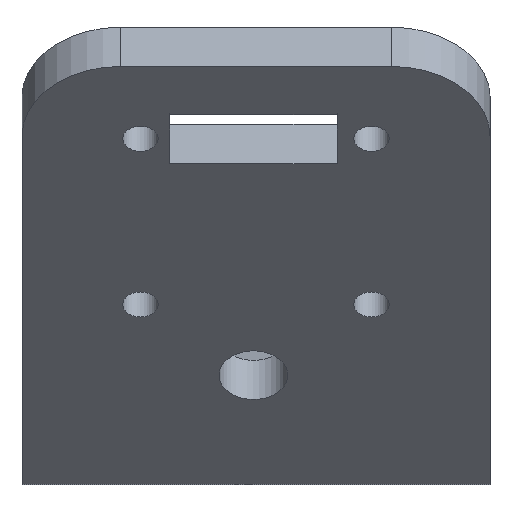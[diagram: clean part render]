
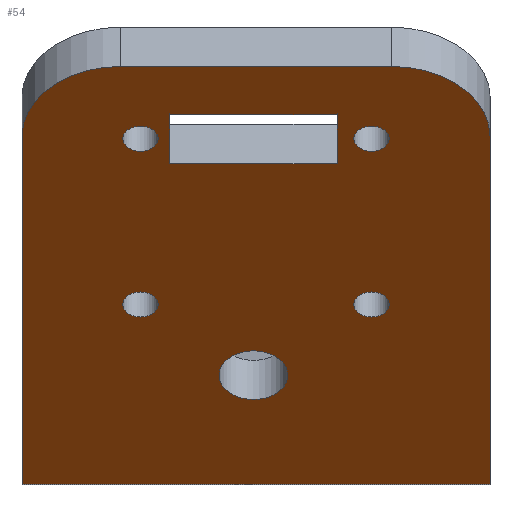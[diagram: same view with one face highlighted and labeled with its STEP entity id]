
A CAD part, top view. The second image highlights one B-rep face of the part: STEP entity #54.
In plain terms, the highlighted planar face has unit normal (0, -0.707, 0.707).
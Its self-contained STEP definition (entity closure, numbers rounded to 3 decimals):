
#54=ADVANCED_FACE('',(#99,#101,#103,#105,#107,#109,#111),#113,.T.);
#99=FACE_BOUND('',#100,.T.);
#100=EDGE_LOOP('',(#342,#343,#344,#345,#346,#347));
#101=FACE_BOUND('',#102,.T.);
#102=EDGE_LOOP('',(#348));
#103=FACE_BOUND('',#104,.T.);
#104=EDGE_LOOP('',(#349));
#105=FACE_BOUND('',#106,.T.);
#106=EDGE_LOOP('',(#350));
#107=FACE_BOUND('',#108,.T.);
#108=EDGE_LOOP('',(#351));
#109=FACE_BOUND('',#110,.T.);
#110=EDGE_LOOP('',(#352,#353,#354,#355));
#111=FACE_BOUND('',#112,.T.);
#112=EDGE_LOOP('',(#356));
#113=PLANE('',#114);
#114=AXIS2_PLACEMENT_3D('',#115,#116,#117);
#115=CARTESIAN_POINT('',(-312.944,-95.8,143.));
#116=DIRECTION('',(0.,-0.707,0.707));
#117=DIRECTION('',(0.,0.707,0.707));
#342=ORIENTED_EDGE('',*,*,#474,.F.);
#343=ORIENTED_EDGE('',*,*,#475,.T.);
#344=ORIENTED_EDGE('',*,*,#476,.F.);
#345=ORIENTED_EDGE('',*,*,#477,.F.);
#346=ORIENTED_EDGE('',*,*,#478,.F.);
#347=ORIENTED_EDGE('',*,*,#479,.F.);
#348=ORIENTED_EDGE('',*,*,#480,.T.);
#349=ORIENTED_EDGE('',*,*,#481,.T.);
#350=ORIENTED_EDGE('',*,*,#482,.T.);
#351=ORIENTED_EDGE('',*,*,#483,.T.);
#352=ORIENTED_EDGE('',*,*,#484,.T.);
#353=ORIENTED_EDGE('',*,*,#485,.T.);
#354=ORIENTED_EDGE('',*,*,#486,.T.);
#355=ORIENTED_EDGE('',*,*,#487,.T.);
#356=ORIENTED_EDGE('',*,*,#488,.T.);
#474=EDGE_CURVE('',#555,#556,#557,.F.);
#475=EDGE_CURVE('',#555,#558,#559,.T.);
#476=EDGE_CURVE('',#560,#558,#561,.F.);
#477=EDGE_CURVE('',#562,#560,#563,.T.);
#478=EDGE_CURVE('',#564,#562,#565,.T.);
#479=EDGE_CURVE('',#556,#564,#566,.T.);
#480=EDGE_CURVE('',#567,#567,#568,.F.);
#481=EDGE_CURVE('',#569,#569,#570,.F.);
#482=EDGE_CURVE('',#571,#571,#572,.F.);
#483=EDGE_CURVE('',#573,#573,#574,.F.);
#484=EDGE_CURVE('',#575,#576,#577,.F.);
#485=EDGE_CURVE('',#576,#578,#579,.F.);
#486=EDGE_CURVE('',#578,#580,#581,.F.);
#487=EDGE_CURVE('',#580,#575,#582,.F.);
#488=EDGE_CURVE('',#583,#583,#584,.F.);
#555=VERTEX_POINT('',#708);
#556=VERTEX_POINT('',#709);
#557=CIRCLE('',#710,10.);
#558=VERTEX_POINT('',#714);
#559=LINE('',#715,#716);
#560=VERTEX_POINT('',#718);
#561=CIRCLE('',#719,10.);
#562=VERTEX_POINT('',#723);
#563=LINE('',#724,#725);
#564=VERTEX_POINT('',#727);
#565=LINE('',#728,#729);
#566=LINE('',#731,#732);
#567=VERTEX_POINT('',#734);
#568=CIRCLE('',#735,1.8);
#569=VERTEX_POINT('',#739);
#570=CIRCLE('',#740,1.8);
#571=VERTEX_POINT('',#744);
#572=CIRCLE('',#745,1.8);
#573=VERTEX_POINT('',#749);
#574=CIRCLE('',#750,1.8);
#575=VERTEX_POINT('',#754);
#576=VERTEX_POINT('',#755);
#577=LINE('',#756,#757);
#578=VERTEX_POINT('',#759);
#579=LINE('',#760,#761);
#580=VERTEX_POINT('',#763);
#581=LINE('',#764,#765);
#582=LINE('',#767,#768);
#583=VERTEX_POINT('',#770);
#584=CIRCLE('',#771,3.5);
#708=CARTESIAN_POINT('',(-323.944,-53.374,185.426));
#709=CARTESIAN_POINT('',(-313.944,-60.445,178.355));
#710=AXIS2_PLACEMENT_3D('',#711,#712,#713);
#711=CARTESIAN_POINT('',(-323.944,-60.445,178.355));
#712=DIRECTION('',(0.,-0.707,0.707));
#713=DIRECTION('',(1.,0.,0.));
#714=CARTESIAN_POINT('',(-351.54,-53.374,185.426));
#715=CARTESIAN_POINT('',(-323.944,-53.374,185.426));
#716=VECTOR('',#717,1.);
#717=DIRECTION('',(-1.,0.,0.));
#718=CARTESIAN_POINT('',(-361.54,-60.445,178.355));
#719=AXIS2_PLACEMENT_3D('',#720,#721,#722);
#720=CARTESIAN_POINT('',(-351.54,-60.445,178.355));
#721=DIRECTION('',(0.,-0.707,0.707));
#722=DIRECTION('',(0.,0.707,0.707));
#723=CARTESIAN_POINT('',(-361.54,-95.8,143.));
#724=CARTESIAN_POINT('',(-361.54,-95.8,143.));
#725=VECTOR('',#726,1.);
#726=DIRECTION('',(0.,0.707,0.707));
#727=CARTESIAN_POINT('',(-313.944,-95.8,143.));
#728=CARTESIAN_POINT('',(-313.944,-95.8,143.));
#729=VECTOR('',#730,1.);
#730=DIRECTION('',(-1.,0.,0.));
#731=CARTESIAN_POINT('',(-313.944,-60.445,178.355));
#732=VECTOR('',#733,1.);
#733=DIRECTION('',(0.,-0.707,-0.707));
#734=CARTESIAN_POINT('',(-347.692,-60.706,178.094));
#735=AXIS2_PLACEMENT_3D('',#736,#737,#738);
#736=CARTESIAN_POINT('',(-349.492,-60.706,178.094));
#737=DIRECTION('',(0.,-0.707,0.707));
#738=DIRECTION('',(1.,0.,0.));
#739=CARTESIAN_POINT('',(-324.192,-60.706,178.094));
#740=AXIS2_PLACEMENT_3D('',#741,#742,#743);
#741=CARTESIAN_POINT('',(-325.992,-60.706,178.094));
#742=DIRECTION('',(0.,-0.707,0.707));
#743=DIRECTION('',(1.,0.,0.));
#744=CARTESIAN_POINT('',(-324.192,-77.535,161.265));
#745=AXIS2_PLACEMENT_3D('',#746,#747,#748);
#746=CARTESIAN_POINT('',(-325.992,-77.535,161.265));
#747=DIRECTION('',(0.,-0.707,0.707));
#748=DIRECTION('',(1.,0.,0.));
#749=CARTESIAN_POINT('',(-347.692,-77.535,161.265));
#750=AXIS2_PLACEMENT_3D('',#751,#752,#753);
#751=CARTESIAN_POINT('',(-349.492,-77.535,161.265));
#752=DIRECTION('',(0.,-0.707,0.707));
#753=DIRECTION('',(1.,0.,0.));
#754=CARTESIAN_POINT('',(-329.5,-63.226,175.574));
#755=CARTESIAN_POINT('',(-346.5,-63.226,175.574));
#756=CARTESIAN_POINT('',(-346.5,-63.226,175.574));
#757=VECTOR('',#758,1.);
#758=DIRECTION('',(1.,0.,0.));
#759=CARTESIAN_POINT('',(-346.5,-58.276,180.524));
#760=CARTESIAN_POINT('',(-346.5,-58.276,180.524));
#761=VECTOR('',#762,1.);
#762=DIRECTION('',(0.,-0.707,-0.707));
#763=CARTESIAN_POINT('',(-329.5,-58.276,180.524));
#764=CARTESIAN_POINT('',(-329.5,-58.276,180.524));
#765=VECTOR('',#766,1.);
#766=DIRECTION('',(-1.,0.,0.));
#767=CARTESIAN_POINT('',(-329.5,-63.226,175.574));
#768=VECTOR('',#769,1.);
#769=DIRECTION('',(0.,0.707,0.707));
#770=CARTESIAN_POINT('',(-334.5,-84.716,154.084));
#771=AXIS2_PLACEMENT_3D('',#772,#773,#774);
#772=CARTESIAN_POINT('',(-338.,-84.716,154.084));
#773=DIRECTION('',(0.,-0.707,0.707));
#774=DIRECTION('',(1.,0.,0.));
